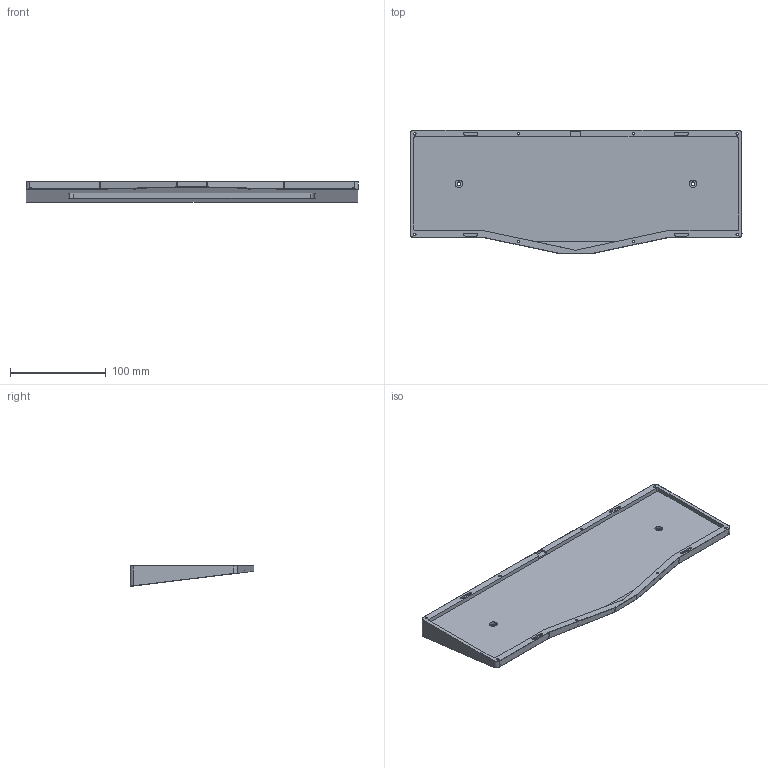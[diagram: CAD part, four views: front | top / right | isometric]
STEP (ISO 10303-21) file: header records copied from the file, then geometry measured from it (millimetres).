
FILE_DESCRIPTION(/* description */ (''),/* implementation_level */ '2;1');
FILE_NAME(/* name */'bottom-case.step',/* time_stamp */ '2022-02-20T20:25:27-07:00',/* author */ (''),/* organization */ (''),/* preprocessor_version */ 'ST-DEVELOPER v18.1',/* originating_system */ 'Autodesk Translation Framework v10.13.0.1454',/* authorisation */ '');
FILE_SCHEMA (('AUTOMOTIVE_DESIGN { 1 0 10303 214 3 1 1 }'));
Length unit declared in the file: millimetre
Products named in the file (1): Bottom Case
Bounding box: 346.8 x 129.45 x 21.69 mm (x, y, z)
Volume: 319460.9 mm3; surface area: 105833.1 mm2
Topology: 1 solids, 1 shells, 169 faces, 414 edges, 262 vertices
Faces by surface type: plane 82, cylinder 56, bspline 22, cone 9
Full cylindrical faces by diameter (mm): 2.529 x10, 4 x2, 5.6 x4, 5.75 x4, 8 x2
Entity records: 5373 total; most frequent: CARTESIAN_POINT 1390, ORIENTED_EDGE 828, DIRECTION 770, EDGE_CURVE 414, VERTEX_POINT 262, LINE 258, VECTOR 258, AXIS2_PLACEMENT_3D 256
